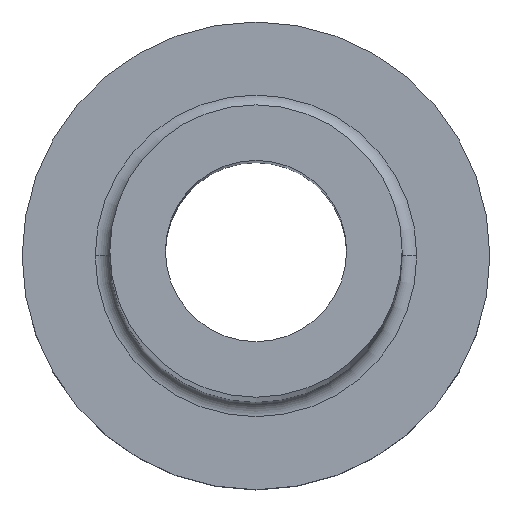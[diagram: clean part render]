
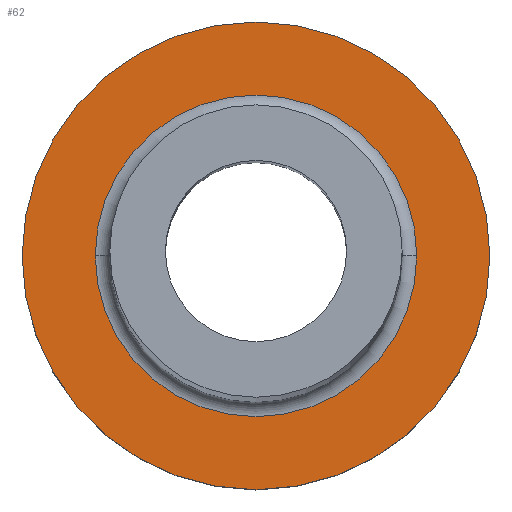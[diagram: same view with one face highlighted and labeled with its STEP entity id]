
A CAD part, top view. The second image highlights one B-rep face of the part: STEP entity #62.
In plain terms, the highlighted planar face has unit normal (0, 0, 1).
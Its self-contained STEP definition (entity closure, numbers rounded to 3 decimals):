
#8 = AXIS2_PLACEMENT_3D ( 'NONE', #416, #107, #391 ) ;
#10 = EDGE_CURVE ( 'NONE', #113, #200, #209, .T. ) ;
#15 = EDGE_CURVE ( 'NONE', #200, #113, #312, .T. ) ;
#19 = AXIS2_PLACEMENT_3D ( 'NONE', #239, #443, #234 ) ;
#20 = VERTEX_POINT ( 'NONE', #170 ) ;
#31 = CIRCLE ( 'NONE', #174, 5.5 ) ;
#39 = AXIS2_PLACEMENT_3D ( 'NONE', #211, #79, #247 ) ;
#62 = ADVANCED_FACE ( 'NONE', ( #173, #454 ), #393, .T. ) ;
#79 = DIRECTION ( 'NONE',  ( 0., 0., 1. ) ) ;
#101 = AXIS2_PLACEMENT_3D ( 'NONE', #323, #140, #460 ) ;
#107 = DIRECTION ( 'NONE',  ( 0., 0., 1. ) ) ;
#113 = VERTEX_POINT ( 'NONE', #136 ) ;
#136 = CARTESIAN_POINT ( 'NONE',  ( 8., 0., 5. ) ) ;
#140 = DIRECTION ( 'NONE',  ( 0., 0., 1. ) ) ;
#170 = CARTESIAN_POINT ( 'NONE',  ( -5.5, 0., 5. ) ) ;
#171 = EDGE_CURVE ( 'NONE', #280, #20, #31, .T. ) ;
#173 = FACE_BOUND ( 'NONE', #313, .T. ) ;
#174 = AXIS2_PLACEMENT_3D ( 'NONE', #180, #324, #227 ) ;
#180 = CARTESIAN_POINT ( 'NONE',  ( 0., 0., 5. ) ) ;
#200 = VERTEX_POINT ( 'NONE', #372 ) ;
#209 = CIRCLE ( 'NONE', #8, 8. ) ;
#211 = CARTESIAN_POINT ( 'NONE',  ( 0., 0., 5. ) ) ;
#227 = DIRECTION ( 'NONE',  ( 1., 0., 0. ) ) ;
#234 = DIRECTION ( 'NONE',  ( 1., 0., 0. ) ) ;
#237 = CIRCLE ( 'NONE', #19, 5.5 ) ;
#239 = CARTESIAN_POINT ( 'NONE',  ( 0., 0., 5. ) ) ;
#247 = DIRECTION ( 'NONE',  ( 1., 0., 0. ) ) ;
#280 = VERTEX_POINT ( 'NONE', #368 ) ;
#310 = ORIENTED_EDGE ( 'NONE', *, *, #10, .T. ) ;
#312 = CIRCLE ( 'NONE', #39, 8. ) ;
#313 = EDGE_LOOP ( 'NONE', ( #374, #349 ) ) ;
#323 = CARTESIAN_POINT ( 'NONE',  ( 0., 0., 5. ) ) ;
#324 = DIRECTION ( 'NONE',  ( 0., 0., -1. ) ) ;
#349 = ORIENTED_EDGE ( 'NONE', *, *, #435, .T. ) ;
#368 = CARTESIAN_POINT ( 'NONE',  ( 5.5, 0., 5. ) ) ;
#372 = CARTESIAN_POINT ( 'NONE',  ( -8., 0., 5. ) ) ;
#374 = ORIENTED_EDGE ( 'NONE', *, *, #171, .T. ) ;
#389 = ORIENTED_EDGE ( 'NONE', *, *, #15, .T. ) ;
#391 = DIRECTION ( 'NONE',  ( 1., 0., 0. ) ) ;
#393 = PLANE ( 'NONE',  #101 ) ;
#416 = CARTESIAN_POINT ( 'NONE',  ( 0., 0., 5. ) ) ;
#435 = EDGE_CURVE ( 'NONE', #20, #280, #237, .T. ) ;
#443 = DIRECTION ( 'NONE',  ( 0., 0., -1. ) ) ;
#451 = EDGE_LOOP ( 'NONE', ( #389, #310 ) ) ;
#454 = FACE_OUTER_BOUND ( 'NONE', #451, .T. ) ;
#460 = DIRECTION ( 'NONE',  ( 1., 0., 0. ) ) ;
